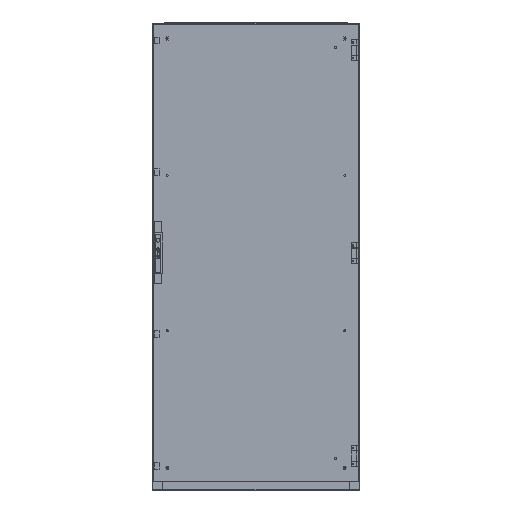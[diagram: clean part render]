
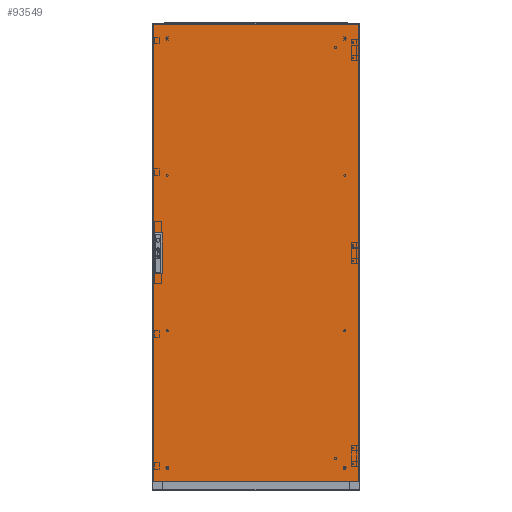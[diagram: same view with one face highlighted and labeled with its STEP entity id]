
A CAD part, top view. The second image highlights one B-rep face of the part: STEP entity #93549.
In plain terms, the highlighted planar face has unit normal (0, 0, 1).
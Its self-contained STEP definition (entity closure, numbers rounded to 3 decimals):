
#565 = VECTOR ( 'NONE', #35681, 1000. ) ;
#5306 = CARTESIAN_POINT ( 'NONE',  ( -397., 883.5, 0. ) ) ;
#7442 = CARTESIAN_POINT ( 'NONE',  ( -393.4, 78.5, 0. ) ) ;
#7450 = CARTESIAN_POINT ( 'NONE',  ( -393.4, -78.5, 0. ) ) ;
#8200 = ORIENTED_EDGE ( 'NONE', *, *, #95451, .T. ) ;
#9806 = DIRECTION ( 'NONE',  ( 1., 0., 0. ) ) ;
#10713 = VECTOR ( 'NONE', #38698, 1000. ) ;
#11694 = VECTOR ( 'NONE', #49555, 1000. ) ;
#14057 = ORIENTED_EDGE ( 'NONE', *, *, #82390, .T. ) ;
#16906 = ORIENTED_EDGE ( 'NONE', *, *, #79657, .F. ) ;
#21021 = FACE_OUTER_BOUND ( 'NONE', #54759, .T. ) ;
#22813 = DIRECTION ( 'NONE',  ( 0., 0., 1. ) ) ;
#25113 = CARTESIAN_POINT ( 'NONE',  ( 397., 883.5, 0. ) ) ;
#26176 = VECTOR ( 'NONE', #81236, 1000. ) ;
#27164 = CARTESIAN_POINT ( 'NONE',  ( -363., 0., 0. ) ) ;
#29605 = EDGE_CURVE ( 'NONE', #70023, #71521, #94914, .T. ) ;
#30207 = DIRECTION ( 'NONE',  ( 0., 1., 0. ) ) ;
#30938 = PLANE ( 'NONE',  #101834 ) ;
#32353 = CARTESIAN_POINT ( 'NONE',  ( -397., 883.5, 0. ) ) ;
#32911 = EDGE_CURVE ( 'NONE', #68481, #51308, #55630, .T. ) ;
#33612 = DIRECTION ( 'NONE',  ( 0., -1., 0. ) ) ;
#35681 = DIRECTION ( 'NONE',  ( 0., -1., 0. ) ) ;
#36509 = VERTEX_POINT ( 'NONE', #74538 ) ;
#36807 = LINE ( 'NONE', #7442, #11694 ) ;
#38698 = DIRECTION ( 'NONE',  ( 0., -1., 0. ) ) ;
#40833 = DIRECTION ( 'NONE',  ( 1., 0., 0. ) ) ;
#44632 = CARTESIAN_POINT ( 'NONE',  ( -393.4, 78.5, 0. ) ) ;
#46833 = ORIENTED_EDGE ( 'NONE', *, *, #68039, .T. ) ;
#47761 = CARTESIAN_POINT ( 'NONE',  ( 397., -883.5, 0. ) ) ;
#48595 = LINE ( 'NONE', #5306, #26176 ) ;
#49555 = DIRECTION ( 'NONE',  ( 1., 0., 0. ) ) ;
#51308 = VERTEX_POINT ( 'NONE', #78739 ) ;
#53364 = LINE ( 'NONE', #99785, #75781 ) ;
#53501 = VECTOR ( 'NONE', #30207, 1000. ) ;
#54759 = EDGE_LOOP ( 'NONE', ( #104668, #63690, #61521, #46833 ) ) ;
#55270 = CARTESIAN_POINT ( 'NONE',  ( 397., 883.5, 0. ) ) ;
#55630 = LINE ( 'NONE', #89171, #10713 ) ;
#60334 = CARTESIAN_POINT ( 'NONE',  ( -393.4, -78.5, 0. ) ) ;
#61521 = ORIENTED_EDGE ( 'NONE', *, *, #32911, .T. ) ;
#63167 = FACE_BOUND ( 'NONE', #70853, .T. ) ;
#63690 = ORIENTED_EDGE ( 'NONE', *, *, #94070, .T. ) ;
#64721 = VECTOR ( 'NONE', #9806, 1000. ) ;
#65565 = ORIENTED_EDGE ( 'NONE', *, *, #29605, .F. ) ;
#67087 = CARTESIAN_POINT ( 'NONE',  ( -393.4, 0., 0. ) ) ;
#67844 = LINE ( 'NONE', #27164, #565 ) ;
#68039 = EDGE_CURVE ( 'NONE', #51308, #103182, #53364, .T. ) ;
#68481 = VERTEX_POINT ( 'NONE', #32353 ) ;
#69860 = VECTOR ( 'NONE', #33612, 1000. ) ;
#70023 = VERTEX_POINT ( 'NONE', #44632 ) ;
#70853 = EDGE_LOOP ( 'NONE', ( #14057, #8200, #16906, #65565 ) ) ;
#71521 = VERTEX_POINT ( 'NONE', #7450 ) ;
#72538 = EDGE_CURVE ( 'NONE', #103182, #98090, #75907, .T. ) ;
#73267 = CARTESIAN_POINT ( 'NONE',  ( 0., 0., 0. ) ) ;
#74538 = CARTESIAN_POINT ( 'NONE',  ( -363., 78.5, 0. ) ) ;
#75781 = VECTOR ( 'NONE', #40833, 1000. ) ;
#75907 = LINE ( 'NONE', #55270, #53501 ) ;
#78739 = CARTESIAN_POINT ( 'NONE',  ( -397., -883.5, 0. ) ) ;
#79657 = EDGE_CURVE ( 'NONE', #71521, #107433, #87145, .T. ) ;
#81236 = DIRECTION ( 'NONE',  ( -1., 0., 0. ) ) ;
#81716 = DIRECTION ( 'NONE',  ( 1., 0., 0. ) ) ;
#82390 = EDGE_CURVE ( 'NONE', #70023, #36509, #36807, .T. ) ;
#83929 = CARTESIAN_POINT ( 'NONE',  ( -363., -78.5, 0. ) ) ;
#87145 = LINE ( 'NONE', #60334, #64721 ) ;
#89171 = CARTESIAN_POINT ( 'NONE',  ( -397., 883.5, 0. ) ) ;
#93549 = ADVANCED_FACE ( 'NONE', ( #63167, #21021 ), #30938, .T. ) ;
#94070 = EDGE_CURVE ( 'NONE', #98090, #68481, #48595, .T. ) ;
#94914 = LINE ( 'NONE', #67087, #69860 ) ;
#95451 = EDGE_CURVE ( 'NONE', #36509, #107433, #67844, .T. ) ;
#98090 = VERTEX_POINT ( 'NONE', #25113 ) ;
#99785 = CARTESIAN_POINT ( 'NONE',  ( -397., -883.5, 0. ) ) ;
#101834 = AXIS2_PLACEMENT_3D ( 'NONE', #73267, #22813, #81716 ) ;
#103182 = VERTEX_POINT ( 'NONE', #47761 ) ;
#104668 = ORIENTED_EDGE ( 'NONE', *, *, #72538, .T. ) ;
#107433 = VERTEX_POINT ( 'NONE', #83929 ) ;
